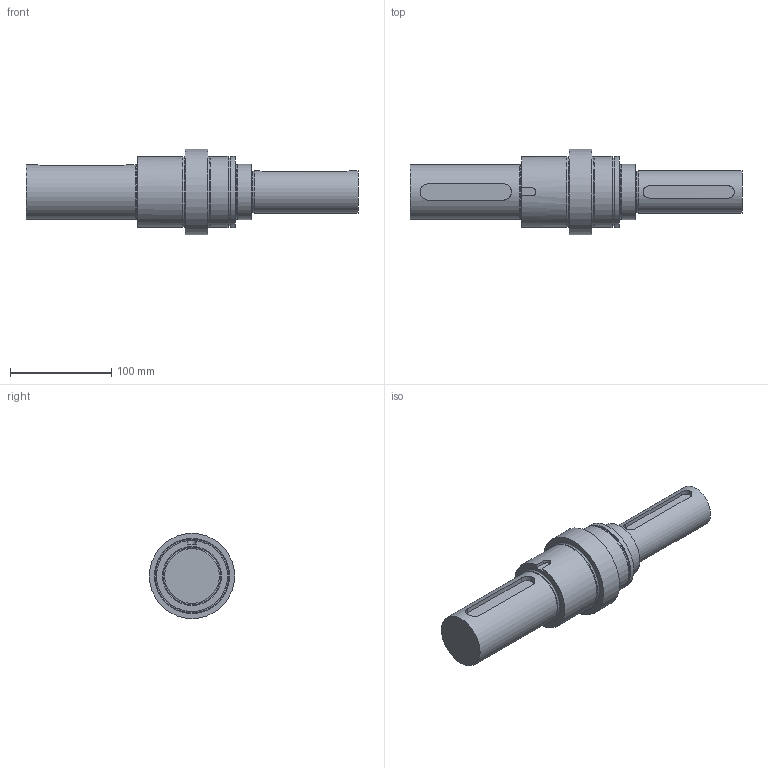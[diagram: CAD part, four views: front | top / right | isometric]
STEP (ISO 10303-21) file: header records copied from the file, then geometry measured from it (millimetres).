
FILE_DESCRIPTION(/* description */ (''),/* implementation_level */ '2;1');
FILE_NAME(/* name */ 'shaft_4.stp',/* time_stamp */ '2025-10-16T14:44:22Z',/* author */ ('Administrator'),/* organization */ (''),/* preprocessor_version */ 'ST-DEVELOPER v20.1',/* originating_system */ 'Autodesk Inventor 2026',/* authorisation */ '');
FILE_SCHEMA (('AUTOMOTIVE_DESIGN { 1 0 10303 214 3 1 1 }'));
Length unit declared in the file: millimetre
Products named in the file (1): 4
Bounding box: 327.3 x 84 x 84 mm (x, y, z)
Volume: 828409.2 mm3; surface area: 71241.6 mm2
Topology: 1 solids, 1 shells, 46 faces, 105 edges, 70 vertices
Faces by surface type: plane 18, cylinder 13, cone 10, torus 5
Full cylindrical faces by diameter (mm): 42 x1, 54 x1, 55 x1, 67 x1, 70 x3, 84 x1
Entity records: 1434 total; most frequent: CARTESIAN_POINT 312, DIRECTION 241, ORIENTED_EDGE 210, EDGE_CURVE 105, AXIS2_PLACEMENT_3D 99, VERTEX_POINT 70, EDGE_LOOP 55, CIRCLE 52
